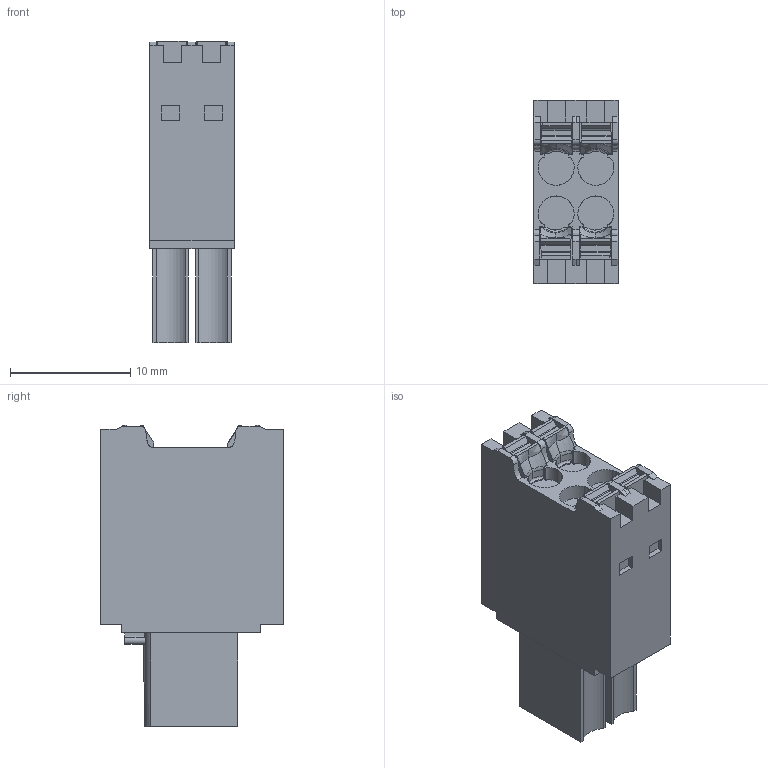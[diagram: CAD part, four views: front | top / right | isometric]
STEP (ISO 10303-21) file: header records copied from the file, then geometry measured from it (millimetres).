
FILE_DESCRIPTION(('CATIA V5 STEP','CAx-IF Rec.Pracs.--- Model Styling and Organization---1.4--- 2014-01-23'),'2;1');
FILE_NAME ('D1450436_1', '2023-08-22T06:44:03+00:00', ('none'), ('Weidmueller'), 'CATIA Version 5-6 Release 2016 SP3 HF44', 'CATIA V5 STEP AP214', 'none');
FILE_SCHEMA(('AUTOMOTIVE_DESIGN { 1 0 10303 214 1 1 1 1 }'));
Length unit declared in the file: millimetre
Products named in the file (1): 1277460000
Bounding box: 7 x 15.2 x 25.05 mm (x, y, z)
Volume: 1958.6 mm3; surface area: 1652.8 mm2
Topology: 5 solids, 5 shells, 300 faces, 862 edges, 582 vertices
Faces by surface type: plane 200, cylinder 38, extrusion 23, torus 23, cone 8, bspline 8
Entity records: 10660 total; most frequent: CARTESIAN_POINT 3284, ORIENTED_EDGE 1724, DIRECTION 1165, EDGE_CURVE 862, VECTOR 632, LINE 609, VERTEX_POINT 582, AXIS2_PLACEMENT_3D 310
